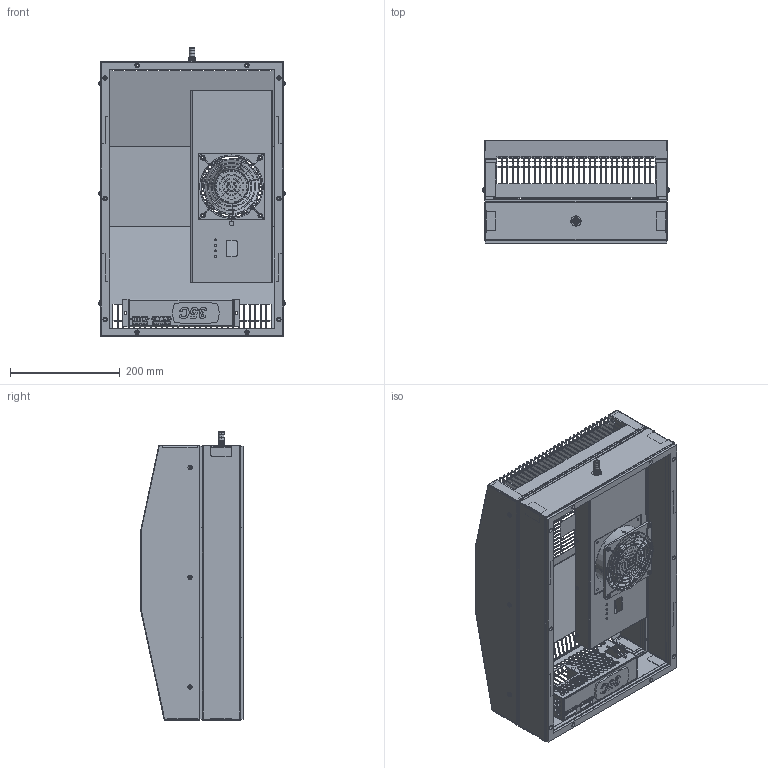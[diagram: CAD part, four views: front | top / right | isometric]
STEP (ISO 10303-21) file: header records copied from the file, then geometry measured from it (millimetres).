
FILE_DESCRIPTION((''),'2;1');
FILE_NAME('TG6205-IJ-COMPLETE_ASM_1_ASM','2023-09-20T15:24:21',('alexcam'),(''),'CREO PARAMETRIC BY PTC INC, 2018500','CREO PARAMETRIC BY PTC INC, 2018500','');
FILE_SCHEMA(('AUTOMOTIVE_DESIGN { 1 0 10303 214 1 1 1 1 }'));
Products named in the file (29): TG3200_SUPU_INTDEFL_1; TG3200_SUPU_INTDEFL_ASM_1_ASM; EBM_4314_U_1; FINGER_GUARD_119X119_AXIAL_FAN_; TG3152600-SEIFCTRL_ASM_1_ASM; TG6205-SC-MOUNTING-INS-HOR_1; TG6205-SC-MOUNTING-INS-VERT_1; TG6205-SC-HOUSING_ASM_1_ASM; TG6105-IJ-CNTRLR-BKT_1; TG6105-IJ-CNTRLR-BKT-MNF_ASM_1_ASM; CAREL-IJ_1; MC-PB7_62H04C-F_1; MC-RJ7_62H04P_1_2; MC-RJ7_62H04P_1_ASM; MC-7_62-4-PUSH-IN-ASSEMBLY_ASM__ASM; MC-PB5_08H05C-F_1; MC-5-5-PUSH-IN-ASSEMBLY_ASM_1_ASM; TG6105-IJ-CONTROLLER-BKT_ASM_1_ASM; TG6205-SC-AMBIENT-COVER_1; SCREW_DIN_7985-M4X10-A2_1; TG6205-SC-AMBIENT-COVER_ASM_1_ASM; TG6205-SC-DUCT-4PC-BTM_1; TG6205-SC-DUCT-4PC-SIDE_1; TG6205-SC-DUCT-4PC-TP_1; POPNUT_M5_HEX_OPEN_A2_1; TG6205-SC-DUCT-4PC-MNF_ASM_1_ASM; WATERTRAY_DRAIN_FITTING_1; TG6205-SC-DUCT_ASM_1_ASM; TG6205-IJ-COMPLETE_ASM_1_ASM
Assembly tree (49 placements, depth 5):
  TG6205-IJ-COMPLETE_ASM_1_ASM
    TG6205-SC-HOUSING_ASM_1_ASM
      TG3152600-SEIFCTRL_ASM_1_ASM
        TG3200_SUPU_INTDEFL_ASM_1_ASM
          TG3200_SUPU_INTDEFL_1
        EBM_4314_U_1
        FINGER_GUARD_119X119_AXIAL_FAN_
      TG6205-SC-MOUNTING-INS-HOR_1  x2
      TG6205-SC-MOUNTING-INS-VERT_1  x2
    TG6105-IJ-CONTROLLER-BKT_ASM_1_ASM
      TG6105-IJ-CNTRLR-BKT-MNF_ASM_1_ASM
        TG6105-IJ-CNTRLR-BKT_1
      CAREL-IJ_1
      MC-7_62-4-PUSH-IN-ASSEMBLY_ASM__ASM
        MC-PB7_62H04C-F_1
        MC-RJ7_62H04P_1_ASM
          MC-RJ7_62H04P_1_2
      MC-5-5-PUSH-IN-ASSEMBLY_ASM_1_ASM
        MC-PB5_08H05C-F_1
    TG6205-SC-AMBIENT-COVER_ASM_1_ASM
      TG6205-SC-AMBIENT-COVER_1
      SCREW_DIN_7985-M4X10-A2_1  x6
    TG6205-SC-DUCT_ASM_1_ASM
      TG6205-SC-DUCT-4PC-MNF_ASM_1_ASM
        TG6205-SC-DUCT-4PC-BTM_1
        TG6205-SC-DUCT-4PC-SIDE_1  x2
        TG6205-SC-DUCT-4PC-TP_1
        POPNUT_M5_HEX_OPEN_A2_1  x10
      WATERTRAY_DRAIN_FITTING_1
      TG6205-SC-MOUNTING-INS-HOR_1  x2
      TG6205-SC-MOUNTING-INS-VERT_1  x2
Bounding box: 339.09 x 187 x 524.5 mm (x, y, z)
Volume: 1106305.8 mm3; surface area: 1379465.8 mm2
Topology: 38 solids, 52 shells, 4606 faces, 12632 edges, 8058 vertices
Faces by surface type: plane 2991, cylinder 1105, cone 197, torus 158, bspline 75, extrusion 68, sphere 12
Entity records: 172697 total; most frequent: CARTESIAN_POINT 39114, ORIENTED_EDGE 21668, DIRECTION 20182, EDGE_CURVE 10834, PRESENTATION_STYLE_ASSIGNMENT 8662, STYLED_ITEM 8609, VECTOR 7860, LINE 7792
